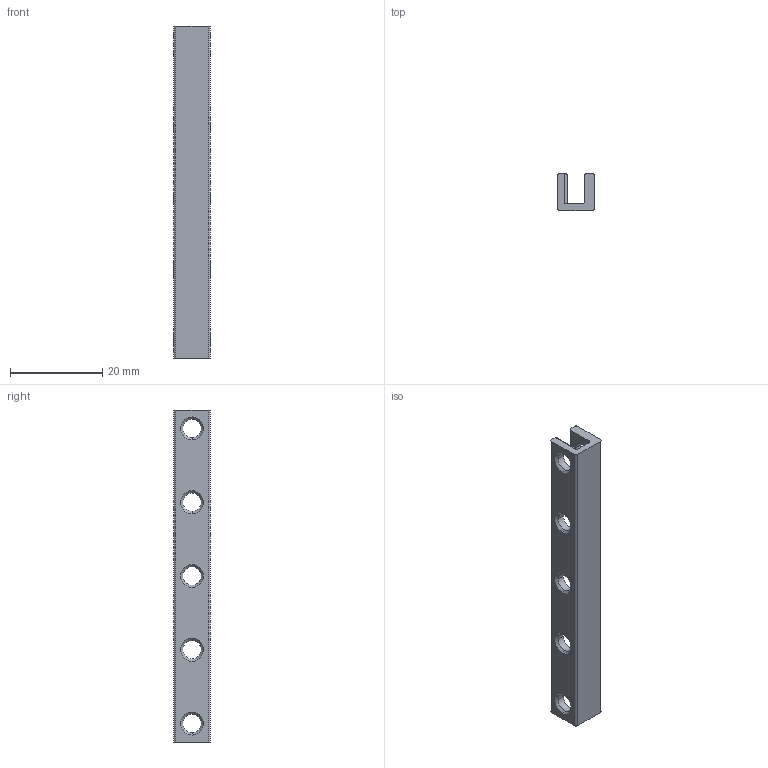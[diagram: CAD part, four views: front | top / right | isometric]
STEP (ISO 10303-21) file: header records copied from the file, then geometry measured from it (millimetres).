
FILE_DESCRIPTION (( 'STEP AP214' ), '1' );
FILE_NAME ('Beam0808-072µ¥¿×Áº.STEP', '2016-10-27T01:25:04', ( 'dell' ), ( '' ), 'SwSTEP 2.0', 'SolidWorks 2013', '' );
FILE_SCHEMA (( 'AUTOMOTIVE_DESIGN' ));
Length unit declared in the file: millimetre
Products named in the file (1): Beam0808-072等謂褽
Bounding box: 8 x 8 x 72 mm (x, y, z)
Volume: 2501.7 mm3; surface area: 3201.2 mm2
Topology: 1 solids, 1 shells, 58 faces, 167 edges, 111 vertices
Faces by surface type: cylinder 28, cone 20, plane 10
Entity records: 2031 total; most frequent: DIRECTION 378, CARTESIAN_POINT 340, ORIENTED_EDGE 334, EDGE_CURVE 167, AXIS2_PLACEMENT_3D 153, VERTEX_POINT 111, CIRCLE 94, EDGE_LOOP 78
